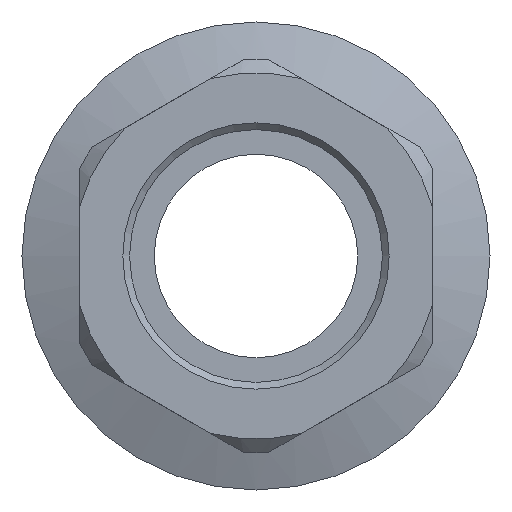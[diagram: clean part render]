
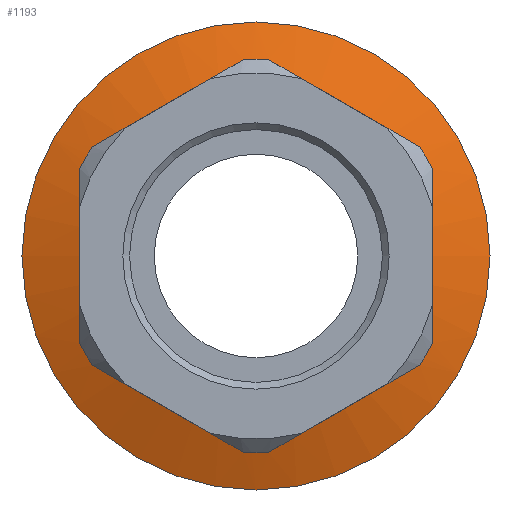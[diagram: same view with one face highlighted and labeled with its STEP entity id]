
A CAD part, front view. The second image highlights one B-rep face of the part: STEP entity #1193.
In plain terms, the highlighted conical face has half-angle 70 degrees and reference radius 17.25 mm.
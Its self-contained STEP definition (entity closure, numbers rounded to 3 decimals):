
#42=B_SPLINE_CURVE_WITH_KNOTS('',3,(#1752,#1753,#1754,#1755,#1756),
 .UNSPECIFIED.,.F.,.F.,(4,1,4),(0.,0.006,
0.013),.UNSPECIFIED.);
#46=B_SPLINE_CURVE_WITH_KNOTS('',3,(#1770,#1771,#1772,#1773,#1774),
 .UNSPECIFIED.,.F.,.F.,(4,1,4),(0.,0.006,
0.013),.UNSPECIFIED.);
#49=B_SPLINE_CURVE_WITH_KNOTS('',3,(#1784,#1785,#1786,#1787,#1788),
 .UNSPECIFIED.,.F.,.F.,(4,1,4),(0.,0.006,
0.013),.UNSPECIFIED.);
#52=B_SPLINE_CURVE_WITH_KNOTS('',3,(#1798,#1799,#1800,#1801,#1802),
 .UNSPECIFIED.,.F.,.F.,(4,1,4),(0.,0.006,
0.013),.UNSPECIFIED.);
#55=B_SPLINE_CURVE_WITH_KNOTS('',3,(#1812,#1813,#1814,#1815,#1816),
 .UNSPECIFIED.,.F.,.F.,(4,1,4),(0.,0.006,
0.013),.UNSPECIFIED.);
#57=B_SPLINE_CURVE_WITH_KNOTS('',3,(#1822,#1823,#1824,#1825,#1826),
 .UNSPECIFIED.,.F.,.F.,(4,1,4),(-0.006,0.,
0.006),.UNSPECIFIED.);
#82=CONICAL_SURFACE('',#1296,17.25,1.222);
#382=ORIENTED_EDGE('',*,*,#436,.F.);
#383=ORIENTED_EDGE('',*,*,#497,.F.);
#384=ORIENTED_EDGE('',*,*,#440,.F.);
#385=ORIENTED_EDGE('',*,*,#482,.F.);
#386=ORIENTED_EDGE('',*,*,#456,.F.);
#387=ORIENTED_EDGE('',*,*,#486,.F.);
#388=ORIENTED_EDGE('',*,*,#452,.F.);
#389=ORIENTED_EDGE('',*,*,#489,.F.);
#390=ORIENTED_EDGE('',*,*,#448,.F.);
#391=ORIENTED_EDGE('',*,*,#492,.F.);
#392=ORIENTED_EDGE('',*,*,#444,.F.);
#393=ORIENTED_EDGE('',*,*,#495,.F.);
#394=ORIENTED_EDGE('',*,*,#395,.F.);
#395=EDGE_CURVE('',#515,#515,#599,.T.);
#436=EDGE_CURVE('',#552,#550,#618,.F.);
#440=EDGE_CURVE('',#556,#554,#620,.F.);
#444=EDGE_CURVE('',#560,#558,#622,.F.);
#448=EDGE_CURVE('',#564,#562,#624,.F.);
#452=EDGE_CURVE('',#568,#566,#626,.F.);
#456=EDGE_CURVE('',#572,#570,#628,.F.);
#482=EDGE_CURVE('',#570,#556,#42,.T.);
#486=EDGE_CURVE('',#566,#572,#46,.T.);
#489=EDGE_CURVE('',#562,#568,#49,.T.);
#492=EDGE_CURVE('',#558,#564,#52,.T.);
#495=EDGE_CURVE('',#550,#560,#55,.T.);
#497=EDGE_CURVE('',#554,#552,#57,.T.);
#515=VERTEX_POINT('',#1537);
#550=VERTEX_POINT('',#1651);
#552=VERTEX_POINT('',#1655);
#554=VERTEX_POINT('',#1660);
#556=VERTEX_POINT('',#1664);
#558=VERTEX_POINT('',#1669);
#560=VERTEX_POINT('',#1673);
#562=VERTEX_POINT('',#1678);
#564=VERTEX_POINT('',#1682);
#566=VERTEX_POINT('',#1687);
#568=VERTEX_POINT('',#1691);
#570=VERTEX_POINT('',#1696);
#572=VERTEX_POINT('',#1700);
#599=CIRCLE('',#1200,17.25);
#618=CIRCLE('',#1230,14.5);
#620=CIRCLE('',#1233,14.5);
#622=CIRCLE('',#1236,14.5);
#624=CIRCLE('',#1239,14.5);
#626=CIRCLE('',#1242,14.5);
#628=CIRCLE('',#1245,14.5);
#709=EDGE_LOOP('',(#382,#383,#384,#385,#386,#387,#388,#389,#390,#391,#392,
#393));
#710=EDGE_LOOP('',(#394));
#773=FACE_BOUND('',#709,.T.);
#774=FACE_BOUND('',#710,.T.);
#1193=ADVANCED_FACE('',(#773,#774),#82,.T.);
#1200=AXIS2_PLACEMENT_3D('',#1536,#1302,#1303);
#1230=AXIS2_PLACEMENT_3D('',#1656,#1374,#1375);
#1233=AXIS2_PLACEMENT_3D('',#1665,#1382,#1383);
#1236=AXIS2_PLACEMENT_3D('',#1674,#1390,#1391);
#1239=AXIS2_PLACEMENT_3D('',#1683,#1398,#1399);
#1242=AXIS2_PLACEMENT_3D('',#1692,#1406,#1407);
#1245=AXIS2_PLACEMENT_3D('',#1701,#1414,#1415);
#1296=AXIS2_PLACEMENT_3D('',#1908,#1530,#1531);
#1302=DIRECTION('',(0.,1.,0.));
#1303=DIRECTION('',(0.,0.,1.));
#1374=DIRECTION('',(0.,1.,0.));
#1375=DIRECTION('',(0.,0.,1.));
#1382=DIRECTION('',(0.,1.,0.));
#1383=DIRECTION('',(0.,0.,1.));
#1390=DIRECTION('',(0.,1.,0.));
#1391=DIRECTION('',(0.,0.,1.));
#1398=DIRECTION('',(0.,1.,0.));
#1399=DIRECTION('',(0.,0.,1.));
#1406=DIRECTION('',(0.,1.,0.));
#1407=DIRECTION('',(0.,0.,1.));
#1414=DIRECTION('',(0.,1.,0.));
#1415=DIRECTION('',(0.,0.,1.));
#1530=DIRECTION('',(0.,1.,0.));
#1531=DIRECTION('',(0.,0.,1.));
#1536=CARTESIAN_POINT('',(0.,-13.,0.));
#1537=CARTESIAN_POINT('',(0.,-13.,17.25));
#1651=CARTESIAN_POINT('',(12.062,-14.001,8.047));
#1655=CARTESIAN_POINT('',(13.,-14.001,6.423));
#1656=CARTESIAN_POINT('',(0.,-14.001,0.));
#1660=CARTESIAN_POINT('',(13.,-14.001,-6.423));
#1664=CARTESIAN_POINT('',(12.062,-14.001,-8.047));
#1665=CARTESIAN_POINT('',(0.,-14.001,0.));
#1669=CARTESIAN_POINT('',(-0.938,-14.001,14.47));
#1673=CARTESIAN_POINT('',(0.938,-14.001,14.47));
#1674=CARTESIAN_POINT('',(0.,-14.001,0.));
#1678=CARTESIAN_POINT('',(-13.,-14.001,6.423));
#1682=CARTESIAN_POINT('',(-12.062,-14.001,8.047));
#1683=CARTESIAN_POINT('',(0.,-14.001,0.));
#1687=CARTESIAN_POINT('',(-12.062,-14.001,-8.047));
#1691=CARTESIAN_POINT('',(-13.,-14.001,-6.423));
#1692=CARTESIAN_POINT('',(0.,-14.001,0.));
#1696=CARTESIAN_POINT('',(0.938,-14.001,-14.47));
#1700=CARTESIAN_POINT('',(-0.938,-14.001,-14.47));
#1701=CARTESIAN_POINT('',(0.,-14.001,0.));
#1752=CARTESIAN_POINT('',(0.938,-14.001,-14.47));
#1753=CARTESIAN_POINT('',(2.792,-14.346,-13.399));
#1754=CARTESIAN_POINT('',(6.5,-14.748,-11.258));
#1755=CARTESIAN_POINT('',(10.208,-14.346,-9.117));
#1756=CARTESIAN_POINT('',(12.062,-14.001,-8.047));
#1770=CARTESIAN_POINT('',(-12.062,-14.001,-8.047));
#1771=CARTESIAN_POINT('',(-10.208,-14.346,-9.117));
#1772=CARTESIAN_POINT('',(-6.5,-14.748,-11.258));
#1773=CARTESIAN_POINT('',(-2.792,-14.346,-13.399));
#1774=CARTESIAN_POINT('',(-0.938,-14.001,-14.47));
#1784=CARTESIAN_POINT('',(-13.,-14.001,6.423));
#1785=CARTESIAN_POINT('',(-13.,-14.346,4.282));
#1786=CARTESIAN_POINT('',(-13.,-14.748,0.));
#1787=CARTESIAN_POINT('',(-13.,-14.346,-4.282));
#1788=CARTESIAN_POINT('',(-13.,-14.001,-6.423));
#1798=CARTESIAN_POINT('',(-0.938,-14.001,14.47));
#1799=CARTESIAN_POINT('',(-2.792,-14.346,13.399));
#1800=CARTESIAN_POINT('',(-6.5,-14.748,11.258));
#1801=CARTESIAN_POINT('',(-10.208,-14.346,9.117));
#1802=CARTESIAN_POINT('',(-12.062,-14.001,8.047));
#1812=CARTESIAN_POINT('',(12.062,-14.001,8.047));
#1813=CARTESIAN_POINT('',(10.208,-14.346,9.117));
#1814=CARTESIAN_POINT('',(6.5,-14.748,11.258));
#1815=CARTESIAN_POINT('',(2.792,-14.346,13.399));
#1816=CARTESIAN_POINT('',(0.938,-14.001,14.47));
#1822=CARTESIAN_POINT('',(13.,-14.001,-6.423));
#1823=CARTESIAN_POINT('',(13.,-14.344,-4.295));
#1824=CARTESIAN_POINT('',(13.,-14.75,0.));
#1825=CARTESIAN_POINT('',(13.,-14.344,4.295));
#1826=CARTESIAN_POINT('',(13.,-14.001,6.423));
#1908=CARTESIAN_POINT('',(0.,-13.,0.));
